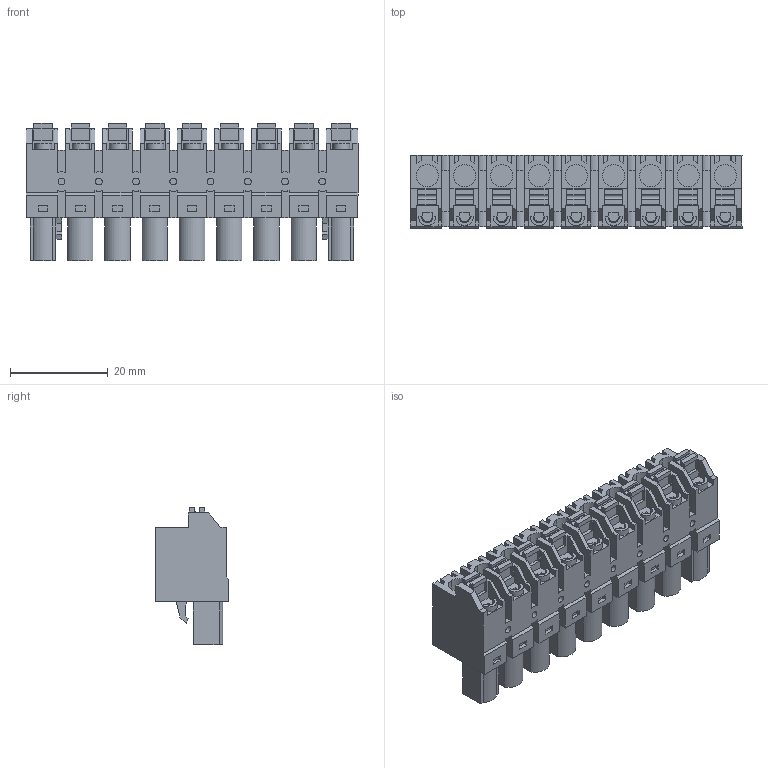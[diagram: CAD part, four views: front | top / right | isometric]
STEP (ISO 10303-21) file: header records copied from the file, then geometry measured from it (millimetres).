
FILE_DESCRIPTION(('CATIA V5 STEP Exchange','CAx-IF Rec.Pracs.--- Model Styling and Organization---1.2---2011-12-15'),'2;1');
FILE_NAME ('D1449899_0_1230220000_1230220000.stp','2017-04-08T12:35:07+00:00',('none'),('Weidmueller'),'CATIA Version 5-6 Release 2014','CATIA V5 STEP AP214','none');
FILE_SCHEMA(('AUTOMOTIVE_DESIGN { 1 0 10303 214 1 1 1 1 }'));
Length unit declared in the file: millimetre
Products named in the file (1): 1230220000
Bounding box: 67.9 x 15.05 x 28.07 mm (x, y, z)
Volume: 15798.5 mm3; surface area: 10468.6 mm2
Topology: 10 solids, 10 shells, 895 faces, 2542 edges, 1748 vertices
Faces by surface type: plane 714, cylinder 173, extrusion 8
Entity records: 28098 total; most frequent: CARTESIAN_POINT 6035, ORIENTED_EDGE 5084, DIRECTION 3611, EDGE_CURVE 2542, VECTOR 2060, LINE 2052, VERTEX_POINT 1748, EDGE_LOOP 976
